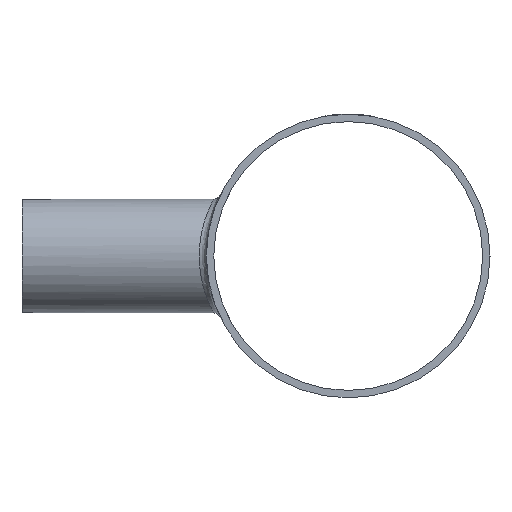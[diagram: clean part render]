
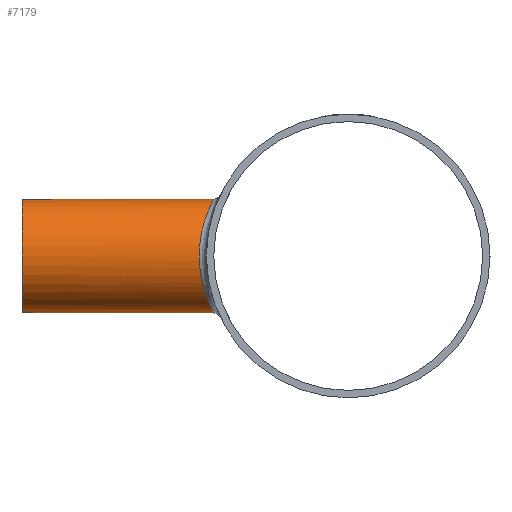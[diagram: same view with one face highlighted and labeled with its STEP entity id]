
A CAD part, left-side view. The second image highlights one B-rep face of the part: STEP entity #7179.
In plain terms, the highlighted cylindrical face has radius 12.7 mm (diameter 25.4 mm), a full revolution.
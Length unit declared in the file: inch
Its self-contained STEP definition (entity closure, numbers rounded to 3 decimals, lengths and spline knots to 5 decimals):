
#137=FACE_BOUND('',#1315,.T.);
#887=FACE_OUTER_BOUND('',#1314,.T.);
#1314=EDGE_LOOP('',(#6708));
#1315=EDGE_LOOP('',(#6709));
#1663=B_SPLINE_CURVE_WITH_KNOTS('',3,(#15564,#15565,#15566,#15567,#15568,
#15569,#15570,#15571,#15572,#15573,#15574,#15575,#15576,#15577,#15578,#15579,
#15580,#15581),.UNSPECIFIED.,.T.,.F.,(4,1,1,1,1,1,1,1,1,1,1,1,1,1,1,4),
(0.,0.55352,1.10705,1.66057,2.21409,
2.58311,3.32114,3.69016,4.05917,4.42819,
4.98171,5.53524,6.08876,6.64228,7.19581,
7.74933),.UNSPECIFIED.);
#2822=CIRCLE('',#7612,0.5);
#3531=VERTEX_POINT('',#15562);
#3532=VERTEX_POINT('',#15583);
#4594=EDGE_CURVE('',#3531,#3531,#1663,.T.);
#4595=EDGE_CURVE('',#3532,#3532,#2822,.T.);
#6708=ORIENTED_EDGE('',*,*,#4595,.T.);
#6709=ORIENTED_EDGE('',*,*,#4594,.F.);
#6761=CYLINDRICAL_SURFACE('',#7611,0.5);
#7179=ADVANCED_FACE('',(#887,#137),#6761,.T.);
#7611=AXIS2_PLACEMENT_3D('',#15582,#8987,#8988);
#7612=AXIS2_PLACEMENT_3D('',#15584,#8989,#8990);
#8987=DIRECTION('center_axis',(0.,-1.,0.));
#8988=DIRECTION('ref_axis',(1.,0.,0.));
#8989=DIRECTION('center_axis',(0.,-1.,0.));
#8990=DIRECTION('ref_axis',(1.,0.,0.));
#15562=CARTESIAN_POINT('',(0.,1.18585,0.5));
#15564=CARTESIAN_POINT('Ctrl Pts',(0.,1.18577,
0.50006));
#15565=CARTESIAN_POINT('Ctrl Pts',(-0.07559,1.18577,
0.50006));
#15566=CARTESIAN_POINT('Ctrl Pts',(-0.22677,1.20585,
0.46452));
#15567=CARTESIAN_POINT('Ctrl Pts',(-0.40276,1.2668,
0.32321));
#15568=CARTESIAN_POINT('Ctrl Pts',(-0.50414,1.31436,
0.11721));
#15569=CARTESIAN_POINT('Ctrl Pts',(-0.50411,1.31436,
-0.09109));
#15570=CARTESIAN_POINT('Ctrl Pts',(-0.41974,1.27483,
-0.30227));
#15571=CARTESIAN_POINT('Ctrl Pts',(-0.27026,1.21691,
-0.4413));
#15572=CARTESIAN_POINT('Ctrl Pts',(-0.0768,1.18482,
-0.50187));
#15573=CARTESIAN_POINT('Ctrl Pts',(0.07682,1.18491,
-0.50189));
#15574=CARTESIAN_POINT('Ctrl Pts',(0.24607,1.21276,-0.44875));
#15575=CARTESIAN_POINT('Ctrl Pts',(0.40292,1.26674,-0.32319));
#15576=CARTESIAN_POINT('Ctrl Pts',(0.50408,1.3144,-0.11731));
#15577=CARTESIAN_POINT('Ctrl Pts',(0.50413,1.31432,0.1173));
#15578=CARTESIAN_POINT('Ctrl Pts',(0.40278,1.26684,0.32322));
#15579=CARTESIAN_POINT('Ctrl Pts',(0.22675,1.20584,0.46452));
#15580=CARTESIAN_POINT('Ctrl Pts',(0.07559,1.18576,
0.50007));
#15581=CARTESIAN_POINT('Ctrl Pts',(0.,1.18577,
0.50006));
#15582=CARTESIAN_POINT('Origin',(0.,2.875,0.));
#15583=CARTESIAN_POINT('',(-0.5,2.875,0.));
#15584=CARTESIAN_POINT('Origin',(0.,2.875,0.));
